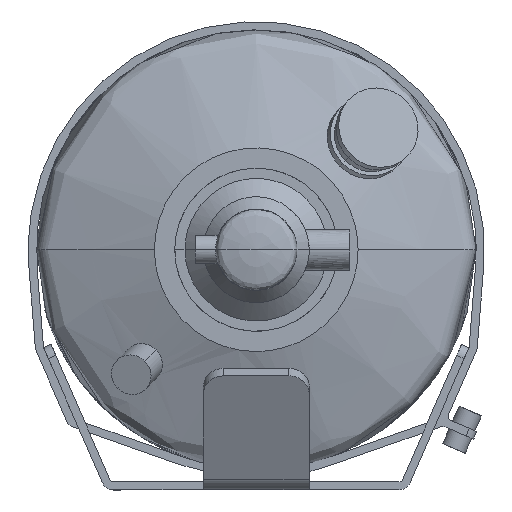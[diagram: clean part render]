
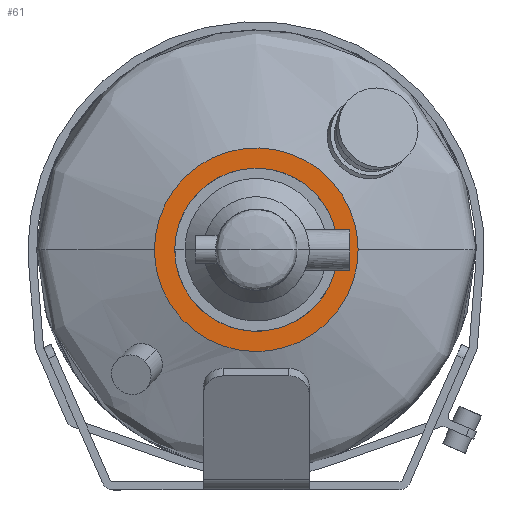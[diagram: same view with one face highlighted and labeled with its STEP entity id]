
A CAD part, left-side view. The second image highlights one B-rep face of the part: STEP entity #61.
In plain terms, the highlighted planar face has unit normal (-1, 0, 0).
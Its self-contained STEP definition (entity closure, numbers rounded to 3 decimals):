
#61=ADVANCED_FACE('',(#248,#237),#2888,.T.);
#237=FACE_BOUND('',#425,.T.);
#248=FACE_OUTER_BOUND('',#424,.T.);
#424=EDGE_LOOP('',(#611,#612));
#425=EDGE_LOOP('',(#613,#614));
#611=ORIENTED_EDGE('',*,*,#1571,.F.);
#612=ORIENTED_EDGE('',*,*,#1531,.F.);
#613=ORIENTED_EDGE('',*,*,#1535,.T.);
#614=ORIENTED_EDGE('',*,*,#1574,.T.);
#1531=EDGE_CURVE('',#2451,#2474,#2061,.T.);
#1535=EDGE_CURVE('',#2453,#2477,#2065,.T.);
#1571=EDGE_CURVE('',#2474,#2451,#2081,.T.);
#1574=EDGE_CURVE('',#2477,#2453,#2083,.T.);
#2061=(
BOUNDED_CURVE()
B_SPLINE_CURVE(2,(#3525,#3526,#3527,#3528,#3529),.UNSPECIFIED.,.F.,.F.)
B_SPLINE_CURVE_WITH_KNOTS((3,2,3),(0.,84.823,169.646),
 .UNSPECIFIED.)
CURVE()
GEOMETRIC_REPRESENTATION_ITEM()
RATIONAL_B_SPLINE_CURVE((1.,0.707,1.,0.707,1.))
REPRESENTATION_ITEM('')
);
#2065=(
BOUNDED_CURVE()
B_SPLINE_CURVE(2,(#3553,#3554,#3555,#3556,#3557),.UNSPECIFIED.,.F.,.F.)
B_SPLINE_CURVE_WITH_KNOTS((3,2,3),(-125.664,-94.248,
-62.832),.UNSPECIFIED.)
CURVE()
GEOMETRIC_REPRESENTATION_ITEM()
RATIONAL_B_SPLINE_CURVE((1.,0.707,1.,0.707,1.))
REPRESENTATION_ITEM('')
);
#2081=(
BOUNDED_CURVE()
B_SPLINE_CURVE(2,(#3780,#3781,#3782,#3783,#3784),.UNSPECIFIED.,.F.,.F.)
B_SPLINE_CURVE_WITH_KNOTS((3,2,3),(169.646,254.469,339.292),
 .UNSPECIFIED.)
CURVE()
GEOMETRIC_REPRESENTATION_ITEM()
RATIONAL_B_SPLINE_CURVE((1.,0.707,1.,0.707,1.))
REPRESENTATION_ITEM('')
);
#2083=(
BOUNDED_CURVE()
B_SPLINE_CURVE(2,(#3792,#3793,#3794,#3795,#3796),.UNSPECIFIED.,.F.,.F.)
B_SPLINE_CURVE_WITH_KNOTS((3,2,3),(-62.832,-31.416,0.),
 .UNSPECIFIED.)
CURVE()
GEOMETRIC_REPRESENTATION_ITEM()
RATIONAL_B_SPLINE_CURVE((1.,0.707,1.,0.707,1.))
REPRESENTATION_ITEM('')
);
#2451=VERTEX_POINT('',#3482);
#2453=VERTEX_POINT('',#3484);
#2474=VERTEX_POINT('',#3505);
#2477=VERTEX_POINT('',#3508);
#2888=PLANE('',#2942);
#2942=AXIS2_PLACEMENT_3D('',#3016,#2979,$);
#2979=DIRECTION('',(-1.,0.,0.));
#3016=CARTESIAN_POINT('',(-108.,-25.5,33.5));
#3482=CARTESIAN_POINT('',(-108.,25.,59.));
#3484=CARTESIAN_POINT('',(-108.,20.,59.));
#3505=CARTESIAN_POINT('',(-108.,-25.,59.));
#3508=CARTESIAN_POINT('',(-108.,-20.,59.));
#3525=CARTESIAN_POINT('',(-108.,25.,59.));
#3526=CARTESIAN_POINT('',(-108.,25.,84.));
#3527=CARTESIAN_POINT('',(-108.,0.,84.));
#3528=CARTESIAN_POINT('',(-108.,-25.,84.));
#3529=CARTESIAN_POINT('',(-108.,-25.,59.));
#3553=CARTESIAN_POINT('',(-108.,20.,59.));
#3554=CARTESIAN_POINT('',(-108.,20.,79.));
#3555=CARTESIAN_POINT('',(-108.,0.,79.));
#3556=CARTESIAN_POINT('',(-108.,-20.,79.));
#3557=CARTESIAN_POINT('',(-108.,-20.,59.));
#3780=CARTESIAN_POINT('',(-108.,-25.,59.));
#3781=CARTESIAN_POINT('',(-108.,-25.,34.));
#3782=CARTESIAN_POINT('',(-108.,0.,34.));
#3783=CARTESIAN_POINT('',(-108.,25.,34.));
#3784=CARTESIAN_POINT('',(-108.,25.,59.));
#3792=CARTESIAN_POINT('',(-108.,-20.,59.));
#3793=CARTESIAN_POINT('',(-108.,-20.,39.));
#3794=CARTESIAN_POINT('',(-108.,0.,39.));
#3795=CARTESIAN_POINT('',(-108.,20.,39.));
#3796=CARTESIAN_POINT('',(-108.,20.,59.));
